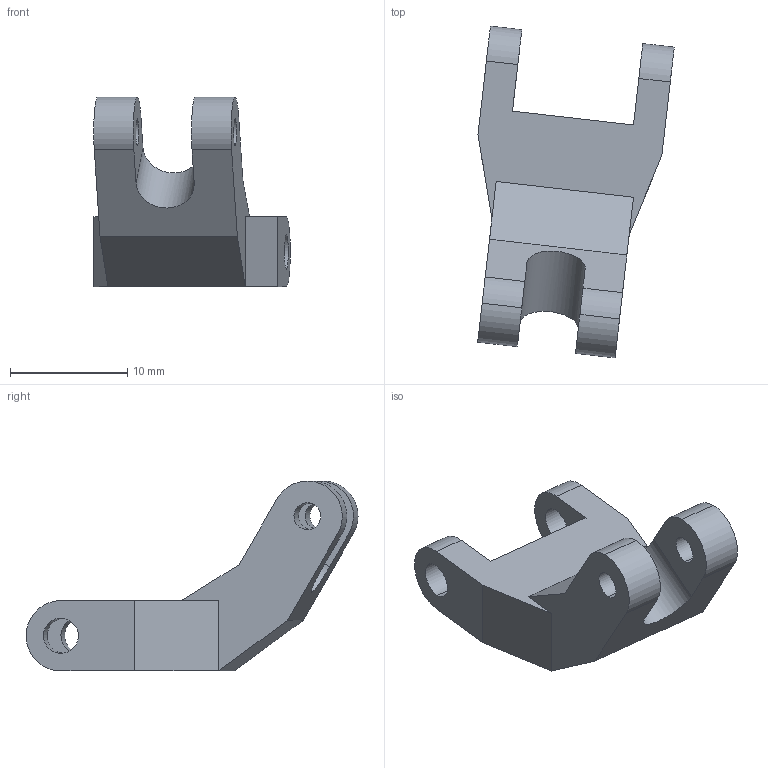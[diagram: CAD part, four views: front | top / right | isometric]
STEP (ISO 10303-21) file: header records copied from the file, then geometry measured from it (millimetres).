
FILE_DESCRIPTION (( 'STEP AP203' ), '1' );
FILE_NAME ('22.) Bucket Push Link.STEP', '2024-05-11T15:48:43', ( '' ), ( '' ), 'SwSTEP 2.0', 'SolidWorks 2024', '' );
FILE_SCHEMA (( 'CONFIG_CONTROL_DESIGN' ));
Length unit declared in the file: millimetre
Products named in the file (1): 22.) Bucket Push Link
Bounding box: 16.78 x 28.34 x 16.2 mm (x, y, z)
Volume: 1761 mm3; surface area: 1365.2 mm2
Topology: 1 solids, 1 shells, 32 faces, 88 edges, 58 vertices
Faces by surface type: cylinder 16, plane 16
Entity records: 1122 total; most frequent: CARTESIAN_POINT 188, DIRECTION 182, ORIENTED_EDGE 176, EDGE_CURVE 88, AXIS2_PLACEMENT_3D 64, VERTEX_POINT 58, VECTOR 54, LINE 54
